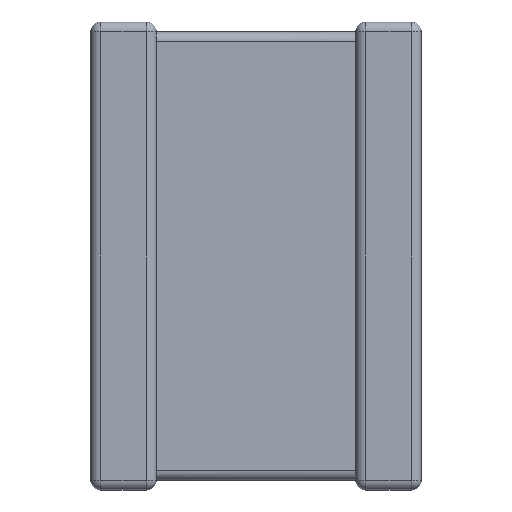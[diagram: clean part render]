
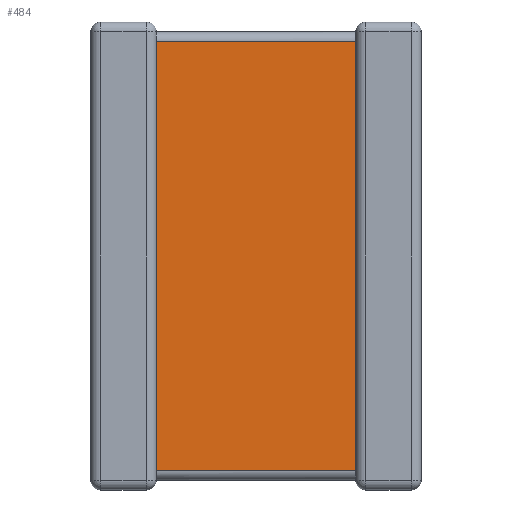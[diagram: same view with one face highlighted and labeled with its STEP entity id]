
A CAD part, front view. The second image highlights one B-rep face of the part: STEP entity #484.
In plain terms, the highlighted planar face has unit normal (0, -1, 0).
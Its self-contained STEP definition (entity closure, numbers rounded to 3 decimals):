
#17 = LINE ( 'NONE', #2297, #1946 ) ;
#218 = VERTEX_POINT ( 'NONE', #4381 ) ;
#296 = DIRECTION ( 'NONE',  ( 0., 0., 1. ) ) ;
#405 = CARTESIAN_POINT ( 'NONE',  ( 0.95, 0.141, -6.8 ) ) ;
#410 = DIRECTION ( 'NONE',  ( 1., 0., 0. ) ) ;
#446 = EDGE_CURVE ( 'NONE', #2667, #1752, #624, .T. ) ;
#484 = ADVANCED_FACE ( 'NONE', ( #4225 ), #2201, .T. ) ;
#551 = CARTESIAN_POINT ( 'NONE',  ( 3.85, 0.141, -0.283 ) ) ;
#596 = CARTESIAN_POINT ( 'NONE',  ( 0.95, 0.141, -6.8 ) ) ;
#624 = LINE ( 'NONE', #1006, #1021 ) ;
#664 = ORIENTED_EDGE ( 'NONE', *, *, #446, .T. ) ;
#683 = EDGE_CURVE ( 'NONE', #218, #2667, #3867, .T. ) ;
#691 = VECTOR ( 'NONE', #296, 1000. ) ;
#718 = ORIENTED_EDGE ( 'NONE', *, *, #683, .T. ) ;
#1006 = CARTESIAN_POINT ( 'NONE',  ( 0.95, 0.141, -0.283 ) ) ;
#1021 = VECTOR ( 'NONE', #4602, 1000. ) ;
#1048 = ORIENTED_EDGE ( 'NONE', *, *, #2554, .T. ) ;
#1752 = VERTEX_POINT ( 'NONE', #3989 ) ;
#1867 = EDGE_LOOP ( 'NONE', ( #2848, #1048, #718, #664 ) ) ;
#1896 = DIRECTION ( 'NONE',  ( 0., 0., -1. ) ) ;
#1905 = CARTESIAN_POINT ( 'NONE',  ( 0.95, 0.141, -6.517 ) ) ;
#1946 = VECTOR ( 'NONE', #410, 1000. ) ;
#2201 = PLANE ( 'NONE',  #4609 ) ;
#2297 = CARTESIAN_POINT ( 'NONE',  ( 3.85, 0.141, -6.517 ) ) ;
#2355 = DIRECTION ( 'NONE',  ( 0., 0., 1. ) ) ;
#2386 = CARTESIAN_POINT ( 'NONE',  ( 3.85, 0.141, -6.8 ) ) ;
#2418 = VECTOR ( 'NONE', #2355, 1000. ) ;
#2554 = EDGE_CURVE ( 'NONE', #4400, #218, #17, .T. ) ;
#2667 = VERTEX_POINT ( 'NONE', #551 ) ;
#2848 = ORIENTED_EDGE ( 'NONE', *, *, #4052, .F. ) ;
#3291 = DIRECTION ( 'NONE',  ( 0., -1., 0. ) ) ;
#3867 = LINE ( 'NONE', #2386, #691 ) ;
#3989 = CARTESIAN_POINT ( 'NONE',  ( 0.95, 0.141, -0.283 ) ) ;
#4052 = EDGE_CURVE ( 'NONE', #4400, #1752, #4161, .T. ) ;
#4161 = LINE ( 'NONE', #596, #2418 ) ;
#4225 = FACE_OUTER_BOUND ( 'NONE', #1867, .T. ) ;
#4381 = CARTESIAN_POINT ( 'NONE',  ( 3.85, 0.141, -6.517 ) ) ;
#4400 = VERTEX_POINT ( 'NONE', #1905 ) ;
#4602 = DIRECTION ( 'NONE',  ( -1., 0., 0. ) ) ;
#4609 = AXIS2_PLACEMENT_3D ( 'NONE', #405, #3291, #1896 ) ;
